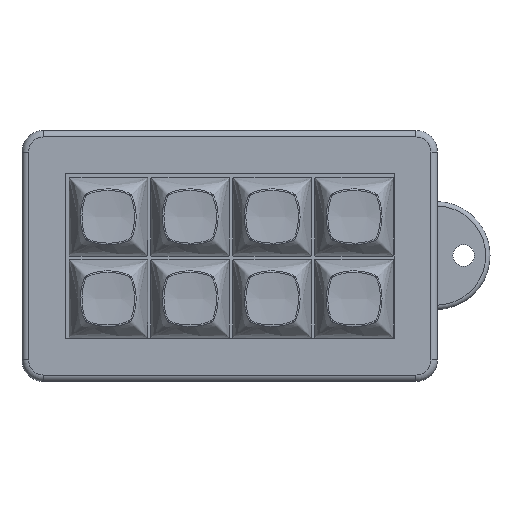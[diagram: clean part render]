
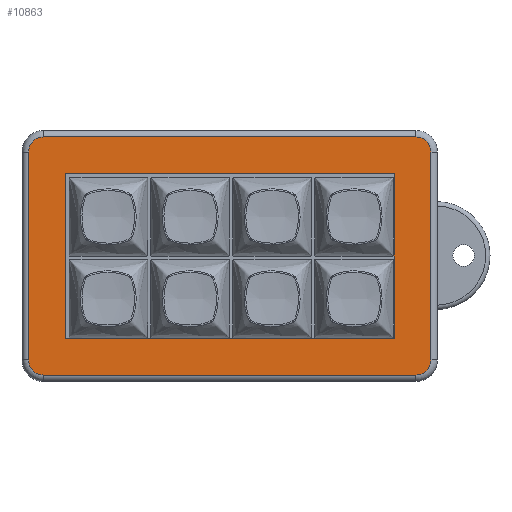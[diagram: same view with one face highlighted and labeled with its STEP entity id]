
A CAD part, front view. The second image highlights one B-rep face of the part: STEP entity #10863.
In plain terms, the highlighted planar face has unit normal (0, -1, 0).
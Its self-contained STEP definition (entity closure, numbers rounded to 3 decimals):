
#343=FACE_BOUND('',#4317,.T.);
#1435=LINE('',#25530,#2590);
#1436=LINE('',#25541,#2591);
#1438=LINE('',#25553,#2593);
#1440=LINE('',#25565,#2595);
#1449=LINE('',#25591,#2604);
#1450=LINE('',#25593,#2605);
#1451=LINE('',#25595,#2606);
#1452=LINE('',#25596,#2607);
#2590=VECTOR('',#14373,10.);
#2591=VECTOR('',#14386,10.);
#2593=VECTOR('',#14400,10.);
#2595=VECTOR('',#14414,10.);
#2604=VECTOR('',#14443,10.);
#2605=VECTOR('',#14444,10.);
#2606=VECTOR('',#14445,10.);
#2607=VECTOR('',#14446,10.);
#3075=PLANE('',#11703);
#3662=FACE_OUTER_BOUND('',#4316,.T.);
#4316=EDGE_LOOP('',(#10100,#10101,#10102,#10103,#10104,#10105,#10106,#10107));
#4317=EDGE_LOOP('',(#10108,#10109,#10110,#10111));
#4578=CIRCLE('',#11678,3.5);
#4582=CIRCLE('',#11684,3.5);
#4586=CIRCLE('',#11690,3.5);
#4589=CIRCLE('',#11695,3.5);
#5632=VERTEX_POINT('',#25523);
#5635=VERTEX_POINT('',#25528);
#5637=VERTEX_POINT('',#25533);
#5639=VERTEX_POINT('',#25539);
#5641=VERTEX_POINT('',#25545);
#5643=VERTEX_POINT('',#25551);
#5645=VERTEX_POINT('',#25557);
#5647=VERTEX_POINT('',#25563);
#5653=VERTEX_POINT('',#25589);
#5654=VERTEX_POINT('',#25590);
#5655=VERTEX_POINT('',#25592);
#5656=VERTEX_POINT('',#25594);
#7119=EDGE_CURVE('',#5635,#5632,#1435,.T.);
#7121=EDGE_CURVE('',#5637,#5635,#4578,.T.);
#7124=EDGE_CURVE('',#5639,#5637,#1436,.T.);
#7127=EDGE_CURVE('',#5641,#5639,#4582,.T.);
#7130=EDGE_CURVE('',#5643,#5641,#1438,.T.);
#7133=EDGE_CURVE('',#5645,#5643,#4586,.T.);
#7136=EDGE_CURVE('',#5647,#5645,#1440,.T.);
#7138=EDGE_CURVE('',#5632,#5647,#4589,.T.);
#7149=EDGE_CURVE('',#5653,#5654,#1449,.T.);
#7150=EDGE_CURVE('',#5654,#5655,#1450,.T.);
#7151=EDGE_CURVE('',#5655,#5656,#1451,.T.);
#7152=EDGE_CURVE('',#5656,#5653,#1452,.T.);
#10100=ORIENTED_EDGE('',*,*,#7119,.F.);
#10101=ORIENTED_EDGE('',*,*,#7121,.F.);
#10102=ORIENTED_EDGE('',*,*,#7124,.F.);
#10103=ORIENTED_EDGE('',*,*,#7127,.F.);
#10104=ORIENTED_EDGE('',*,*,#7130,.F.);
#10105=ORIENTED_EDGE('',*,*,#7133,.F.);
#10106=ORIENTED_EDGE('',*,*,#7136,.F.);
#10107=ORIENTED_EDGE('',*,*,#7138,.F.);
#10108=ORIENTED_EDGE('',*,*,#7149,.T.);
#10109=ORIENTED_EDGE('',*,*,#7150,.T.);
#10110=ORIENTED_EDGE('',*,*,#7151,.T.);
#10111=ORIENTED_EDGE('',*,*,#7152,.T.);
#10863=ADVANCED_FACE('',(#3662,#343),#3075,.F.);
#11678=AXIS2_PLACEMENT_3D('',#25535,#14378,#14379);
#11684=AXIS2_PLACEMENT_3D('',#25547,#14392,#14393);
#11690=AXIS2_PLACEMENT_3D('',#25559,#14406,#14407);
#11695=AXIS2_PLACEMENT_3D('',#25568,#14418,#14419);
#11703=AXIS2_PLACEMENT_3D('',#25588,#14441,#14442);
#14373=DIRECTION('',(0.,0.,-1.));
#14378=DIRECTION('center_axis',(0.,1.,0.));
#14379=DIRECTION('ref_axis',(0.707,0.,0.707));
#14386=DIRECTION('',(1.,0.,0.));
#14392=DIRECTION('center_axis',(0.,1.,0.));
#14393=DIRECTION('ref_axis',(-0.707,0.,0.707));
#14400=DIRECTION('',(0.,0.,1.));
#14406=DIRECTION('center_axis',(0.,1.,0.));
#14407=DIRECTION('ref_axis',(-0.707,0.,-0.707));
#14414=DIRECTION('',(-1.,0.,0.));
#14418=DIRECTION('center_axis',(0.,1.,0.));
#14419=DIRECTION('ref_axis',(0.707,0.,-0.707));
#14441=DIRECTION('center_axis',(0.,1.,0.));
#14442=DIRECTION('ref_axis',(0.,0.,1.));
#14443=DIRECTION('',(0.,0.,1.));
#14444=DIRECTION('',(1.,0.,0.));
#14445=DIRECTION('',(0.,0.,-1.));
#14446=DIRECTION('',(-1.,0.,0.));
#25523=CARTESIAN_POINT('',(84.8,-16.1,-43.2));
#25528=CARTESIAN_POINT('',(84.8,-16.1,5.));
#25530=CARTESIAN_POINT('',(84.8,-16.1,-33.65));
#25533=CARTESIAN_POINT('',(81.3,-16.1,8.5));
#25535=CARTESIAN_POINT('Origin',(81.3,-16.1,5.));
#25539=CARTESIAN_POINT('',(-5.,-16.1,8.5));
#25541=CARTESIAN_POINT('',(62.225,-16.1,8.5));
#25545=CARTESIAN_POINT('',(-8.5,-16.1,5.));
#25547=CARTESIAN_POINT('Origin',(-5.,-16.1,5.));
#25551=CARTESIAN_POINT('',(-8.5,-16.1,-43.2));
#25553=CARTESIAN_POINT('',(-8.5,-16.1,-4.55));
#25557=CARTESIAN_POINT('',(-5.,-16.1,-46.7));
#25559=CARTESIAN_POINT('Origin',(-5.,-16.1,-43.2));
#25563=CARTESIAN_POINT('',(81.3,-16.1,-46.7));
#25565=CARTESIAN_POINT('',(14.075,-16.1,-46.7));
#25568=CARTESIAN_POINT('Origin',(81.3,-16.1,-43.2));
#25588=CARTESIAN_POINT('Origin',(38.15,-16.1,-19.1));
#25589=CARTESIAN_POINT('',(0.,-16.1,-38.2));
#25590=CARTESIAN_POINT('',(0.,-16.1,0.));
#25591=CARTESIAN_POINT('',(0.,-16.1,-28.65));
#25592=CARTESIAN_POINT('',(76.3,-16.1,0.));
#25593=CARTESIAN_POINT('',(19.075,-16.1,0.));
#25594=CARTESIAN_POINT('',(76.3,-16.1,-38.2));
#25595=CARTESIAN_POINT('',(76.3,-16.1,-9.55));
#25596=CARTESIAN_POINT('',(57.225,-16.1,-38.2));
